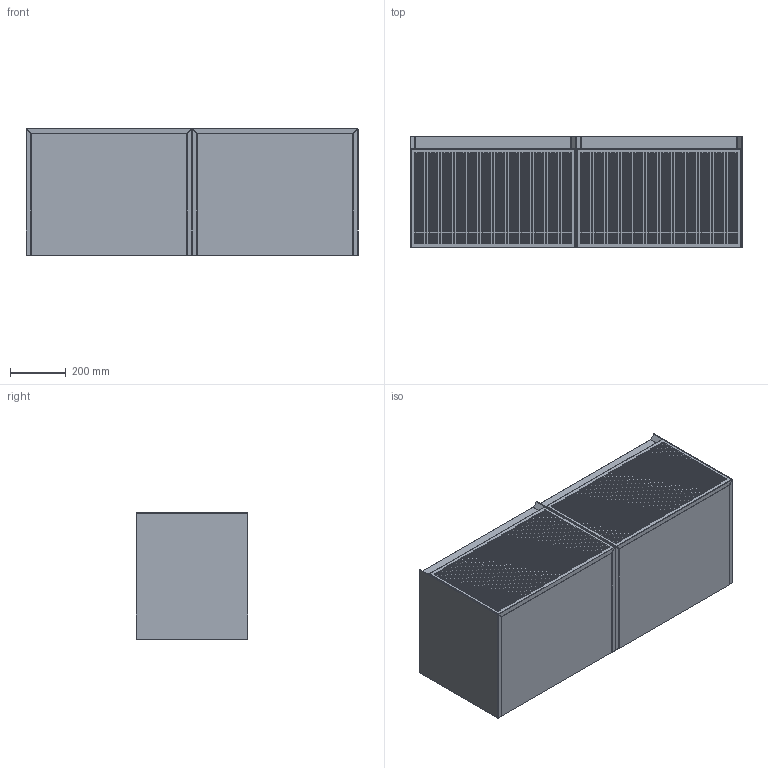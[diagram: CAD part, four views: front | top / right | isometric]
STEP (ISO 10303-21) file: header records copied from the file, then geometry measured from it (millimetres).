
FILE_DESCRIPTION (( 'STEP AP203' ), '1' );
FILE_NAME ('MO120W2_V10124.STEP', '2024-01-30T11:47:02', ( '' ), ( '' ), 'SwSTEP 2.0', 'SolidWorks 2019', '' );
FILE_SCHEMA (( 'CONFIG_CONTROL_DESIGN' ));
Length unit declared in the file: millimetre
Products named in the file (5): MONUMENT Furn_v10722_MO060W1 - 60cm; MONUMENT Drawers_v10722_MO060W1 - 60cm; MO120W2_V10124; MONUMENT Carcass_v10722_MO060W1 - 60cm
Assembly tree (6 placements, depth 3):
  MO120W2_V10124
    MONUMENT Furn_v10722_MO060W1 - 60cm
      MONUMENT Carcass_v10722_MO060W1 - 60cm
      MONUMENT Drawers_v10722_MO060W1 - 60cm
    MONUMENT Furn_v10722_MO060W1 - 60cm
      MONUMENT Carcass_v10722_MO060W1 - 60cm
      MONUMENT Drawers_v10722_MO060W1 - 60cm
Bounding box: 1190 x 400 x 455 mm (x, y, z)
Volume: 43568584.9 mm3; surface area: 5518465.4 mm2
Topology: 20 solids, 20 shells, 786 faces, 1828 edges, 1164 vertices
Faces by surface type: cylinder 288, plane 238, torus 228, sphere 32
Entity records: 11841 total; most frequent: DIRECTION 2212, CARTESIAN_POINT 1896, ORIENTED_EDGE 1796, AXIS2_PLACEMENT_3D 914, EDGE_CURVE 898, VERTEX_POINT 582, CIRCLE 510, EDGE_LOOP 450
